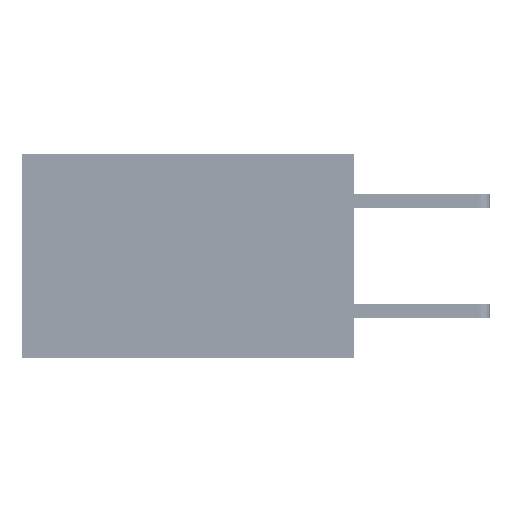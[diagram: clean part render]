
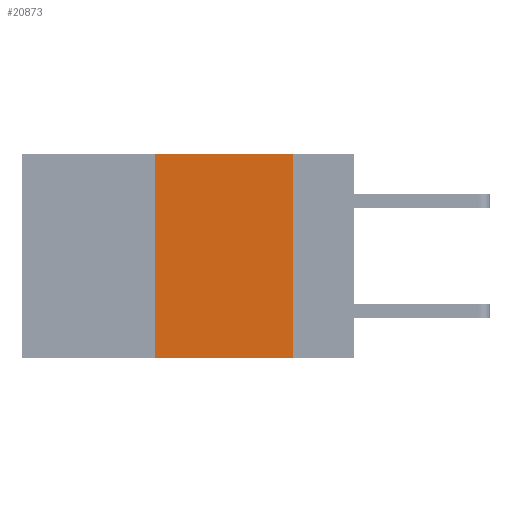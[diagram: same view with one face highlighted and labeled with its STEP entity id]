
A CAD part, left-side view. The second image highlights one B-rep face of the part: STEP entity #20873.
In plain terms, the highlighted planar face has unit normal (-1, 0, 0).
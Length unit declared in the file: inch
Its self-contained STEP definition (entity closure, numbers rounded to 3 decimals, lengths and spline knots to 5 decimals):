
#2721 = ORIENTED_EDGE ( 'NONE', *, *, #45468, .T. ) ;
#3271 = ORIENTED_EDGE ( 'NONE', *, *, #36392, .F. ) ;
#3365 = VECTOR ( 'NONE', #18364, 39.37008 ) ;
#4189 = EDGE_LOOP ( 'NONE', ( #31841, #3271, #41997, #2721 ) ) ;
#10375 = VECTOR ( 'NONE', #21824, 39.37008 ) ;
#13246 = DIRECTION ( 'NONE',  ( 1., 0., 0. ) ) ;
#13683 = VECTOR ( 'NONE', #38824, 39.37008 ) ;
#14187 = AXIS2_PLACEMENT_3D ( 'NONE', #45857, #13246, #34577 ) ;
#17755 = VERTEX_POINT ( 'NONE', #29130 ) ;
#18364 = DIRECTION ( 'NONE',  ( 0., -1., 0. ) ) ;
#20281 = VERTEX_POINT ( 'NONE', #21271 ) ;
#20873 = ADVANCED_FACE ( 'NONE', ( #42273 ), #45620, .F. ) ;
#21271 = CARTESIAN_POINT ( 'NONE',  ( 0., 0.11, 0. ) ) ;
#21824 = DIRECTION ( 'NONE',  ( 0., 0., 1. ) ) ;
#22224 = VERTEX_POINT ( 'NONE', #24297 ) ;
#24297 = CARTESIAN_POINT ( 'NONE',  ( 0., 0.36, 0. ) ) ;
#26410 = VECTOR ( 'NONE', #34202, 39.37008 ) ;
#27985 = CARTESIAN_POINT ( 'NONE',  ( 0., 0.11, -0.37 ) ) ;
#29130 = CARTESIAN_POINT ( 'NONE',  ( 0., 0.36, -0.37 ) ) ;
#29500 = LINE ( 'NONE', #47244, #10375 ) ;
#29874 = LINE ( 'NONE', #36367, #3365 ) ;
#30386 = LINE ( 'NONE', #45227, #26410 ) ;
#30703 = EDGE_CURVE ( 'NONE', #20281, #42886, #31385, .T. ) ;
#31385 = LINE ( 'NONE', #45291, #13683 ) ;
#31841 = ORIENTED_EDGE ( 'NONE', *, *, #30703, .F. ) ;
#34202 = DIRECTION ( 'NONE',  ( 0., -1., 0. ) ) ;
#34577 = DIRECTION ( 'NONE',  ( 0., 0., -1. ) ) ;
#36367 = CARTESIAN_POINT ( 'NONE',  ( 0., 0.6, 0. ) ) ;
#36392 = EDGE_CURVE ( 'NONE', #22224, #20281, #29874, .T. ) ;
#38824 = DIRECTION ( 'NONE',  ( 0., 0., -1. ) ) ;
#41997 = ORIENTED_EDGE ( 'NONE', *, *, #46204, .F. ) ;
#42273 = FACE_OUTER_BOUND ( 'NONE', #4189, .T. ) ;
#42886 = VERTEX_POINT ( 'NONE', #27985 ) ;
#45227 = CARTESIAN_POINT ( 'NONE',  ( 0., 0.6, -0.37 ) ) ;
#45291 = CARTESIAN_POINT ( 'NONE',  ( 0., 0.11, 0. ) ) ;
#45468 = EDGE_CURVE ( 'NONE', #17755, #42886, #30386, .T. ) ;
#45620 = PLANE ( 'NONE',  #14187 ) ;
#45857 = CARTESIAN_POINT ( 'NONE',  ( 0., 0.6, 0. ) ) ;
#46204 = EDGE_CURVE ( 'NONE', #17755, #22224, #29500, .T. ) ;
#47244 = CARTESIAN_POINT ( 'NONE',  ( 0., 0.36, 0. ) ) ;
